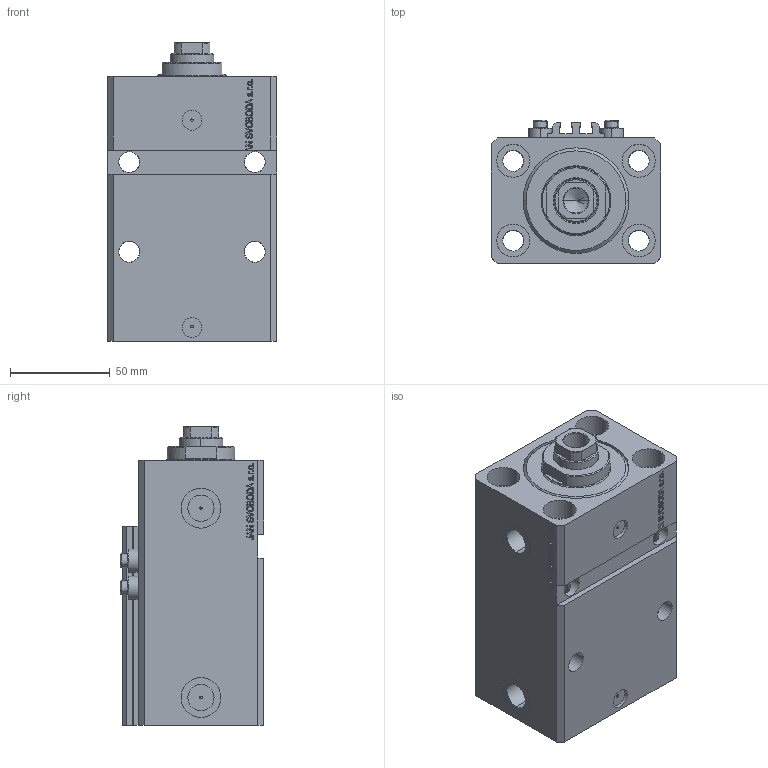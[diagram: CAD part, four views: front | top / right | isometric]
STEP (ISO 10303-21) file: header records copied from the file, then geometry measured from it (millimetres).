
FILE_DESCRIPTION (( 'STEP AP203' ), '1' );
FILE_NAME ('b029.STEP', '2023-10-07T14:07:34', ( '' ), ( '' ), 'SwSTEP 2.0', 'SolidWorks 2019', '' );
FILE_SCHEMA (( 'CONFIG_CONTROL_DESIGN' ));
Length unit declared in the file: millimetre
Products named in the file (5): V250CE_C_VCP 459b756dd59b5dd9407e08c850d34608; b029; V250CE_E_Body 459b756dd59b5dd9407e08c850d34608; ALLEN BOLT V250CE 459b756dd59b5dd9407e08c850d34608; V250CE_VC_E 459b756dd59b5dd9407e08c850d34608
Assembly tree (7 placements, depth 2):
  b029
    V250CE_E_Body 459b756dd59b5dd9407e08c850d34608
    ALLEN BOLT V250CE 459b756dd59b5dd9407e08c850d34608  x4
    V250CE_C_VCP 459b756dd59b5dd9407e08c850d34608
    V250CE_VC_E 459b756dd59b5dd9407e08c850d34608
Bounding box: 85 x 72 x 150 mm (x, y, z)
Volume: 595419.7 mm3; surface area: 127648.7 mm2
Topology: 8 solids, 8 shells, 1123 faces, 2811 edges, 1813 vertices
Faces by surface type: plane 539, bspline 356, cylinder 158, cone 56, torus 14
Entity records: 48641 total; most frequent: CARTESIAN_POINT 25144, ORIENTED_EDGE 5312, DIRECTION 3534, EDGE_CURVE 2656, VERTEX_POINT 1729, LINE 1616, VECTOR 1616, EDGE_LOOP 1191
